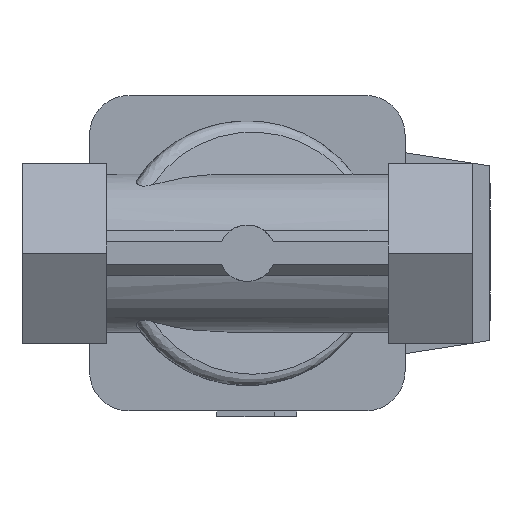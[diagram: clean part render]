
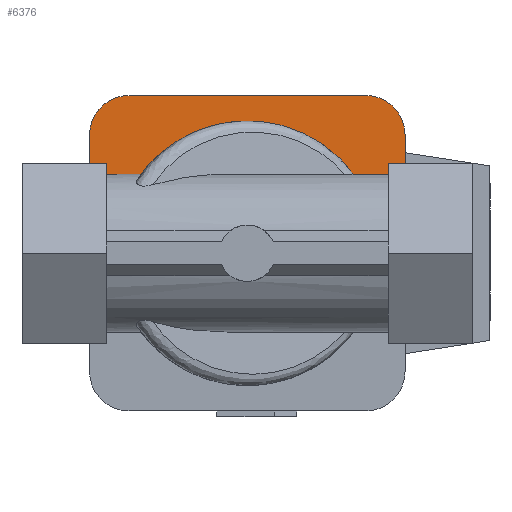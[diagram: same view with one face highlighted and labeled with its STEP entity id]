
A CAD part, front view. The second image highlights one B-rep face of the part: STEP entity #6376.
In plain terms, the highlighted planar face has unit normal (0, -1, 0).
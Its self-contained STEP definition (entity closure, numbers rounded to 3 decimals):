
#275=PLANE('',#6823);
#541=FACE_OUTER_BOUND('',#918,.T.);
#918=EDGE_LOOP('',(#4673,#4674,#4675,#4676,#4677,#4678,#4679,#4680,#4681,
#4682,#4683,#4684));
#1408=LINE('',#9742,#2023);
#1409=LINE('',#9745,#2024);
#1414=LINE('',#9755,#2029);
#1415=LINE('',#9757,#2030);
#1416=LINE('',#9761,#2031);
#1417=LINE('',#9763,#2032);
#1418=LINE('',#9765,#2033);
#1419=LINE('',#9767,#2034);
#1420=LINE('',#9771,#2035);
#2023=VECTOR('',#7717,10.);
#2024=VECTOR('',#7720,10.);
#2029=VECTOR('',#7727,10.);
#2030=VECTOR('',#7728,10.);
#2031=VECTOR('',#7731,10.);
#2032=VECTOR('',#7732,10.);
#2033=VECTOR('',#7733,10.);
#2034=VECTOR('',#7734,10.);
#2035=VECTOR('',#7737,10.);
#2540=CIRCLE('',#6824,23.5);
#2541=CIRCLE('',#6825,7.);
#2542=CIRCLE('',#6826,7.);
#2896=VERTEX_POINT('',#9738);
#2897=VERTEX_POINT('',#9740);
#2898=VERTEX_POINT('',#9744);
#2902=VERTEX_POINT('',#9754);
#2903=VERTEX_POINT('',#9756);
#2904=VERTEX_POINT('',#9758);
#2905=VERTEX_POINT('',#9760);
#2906=VERTEX_POINT('',#9762);
#2907=VERTEX_POINT('',#9764);
#2908=VERTEX_POINT('',#9766);
#2909=VERTEX_POINT('',#9768);
#2910=VERTEX_POINT('',#9770);
#3580=EDGE_CURVE('',#2896,#2897,#1408,.T.);
#3581=EDGE_CURVE('',#2896,#2898,#1409,.T.);
#3586=EDGE_CURVE('',#2897,#2902,#1414,.T.);
#3587=EDGE_CURVE('',#2902,#2903,#1415,.T.);
#3588=EDGE_CURVE('',#2903,#2904,#2540,.T.);
#3589=EDGE_CURVE('',#2904,#2905,#1416,.T.);
#3590=EDGE_CURVE('',#2905,#2906,#1417,.T.);
#3591=EDGE_CURVE('',#2906,#2907,#1418,.T.);
#3592=EDGE_CURVE('',#2908,#2907,#1419,.T.);
#3593=EDGE_CURVE('',#2909,#2908,#2541,.T.);
#3594=EDGE_CURVE('',#2910,#2909,#1420,.T.);
#3595=EDGE_CURVE('',#2898,#2910,#2542,.T.);
#4673=ORIENTED_EDGE('',*,*,#3580,.T.);
#4674=ORIENTED_EDGE('',*,*,#3586,.T.);
#4675=ORIENTED_EDGE('',*,*,#3587,.T.);
#4676=ORIENTED_EDGE('',*,*,#3588,.T.);
#4677=ORIENTED_EDGE('',*,*,#3589,.T.);
#4678=ORIENTED_EDGE('',*,*,#3590,.T.);
#4679=ORIENTED_EDGE('',*,*,#3591,.T.);
#4680=ORIENTED_EDGE('',*,*,#3592,.F.);
#4681=ORIENTED_EDGE('',*,*,#3593,.F.);
#4682=ORIENTED_EDGE('',*,*,#3594,.F.);
#4683=ORIENTED_EDGE('',*,*,#3595,.F.);
#4684=ORIENTED_EDGE('',*,*,#3581,.F.);
#6376=ADVANCED_FACE('',(#541),#275,.F.);
#6823=AXIS2_PLACEMENT_3D('',#9753,#7725,#7726);
#6824=AXIS2_PLACEMENT_3D('',#9759,#7729,#7730);
#6825=AXIS2_PLACEMENT_3D('',#9769,#7735,#7736);
#6826=AXIS2_PLACEMENT_3D('',#9772,#7738,#7739);
#7717=DIRECTION('',(1.,0.,0.));
#7720=DIRECTION('',(0.,0.,1.));
#7725=DIRECTION('center_axis',(0.,1.,0.));
#7726=DIRECTION('ref_axis',(0.,0.,1.));
#7727=DIRECTION('',(0.,0.,1.));
#7728=DIRECTION('',(1.,0.,0.));
#7729=DIRECTION('center_axis',(0.,1.,0.));
#7730=DIRECTION('ref_axis',(1.,0.,0.));
#7731=DIRECTION('',(1.,0.,0.));
#7732=DIRECTION('',(0.,0.,-1.));
#7733=DIRECTION('',(1.,0.,0.));
#7734=DIRECTION('',(0.,0.,-1.));
#7735=DIRECTION('center_axis',(0.,1.,0.));
#7736=DIRECTION('ref_axis',(0.,0.,1.));
#7737=DIRECTION('',(1.,0.,0.));
#7738=DIRECTION('center_axis',(0.,1.,0.));
#7739=DIRECTION('ref_axis',(-1.,0.,0.));
#9738=CARTESIAN_POINT('',(-28.,0.,6.885));
#9740=CARTESIAN_POINT('',(-25.,0.,6.885));
#9742=CARTESIAN_POINT('',(-12.5,0.,6.885));
#9744=CARTESIAN_POINT('',(-28.,0.,21.));
#9745=CARTESIAN_POINT('',(-28.,0.,-21.));
#9753=CARTESIAN_POINT('Origin',(0.,0.,0.));
#9754=CARTESIAN_POINT('',(-25.,0.,13.999));
#9755=CARTESIAN_POINT('',(-25.,0.,0.));
#9756=CARTESIAN_POINT('',(-18.875,0.,13.999));
#9757=CARTESIAN_POINT('',(0.,0.,13.999));
#9758=CARTESIAN_POINT('',(18.875,0.,13.999));
#9759=CARTESIAN_POINT('Origin',(0.,0.,0.));
#9760=CARTESIAN_POINT('',(25.,0.,13.999));
#9761=CARTESIAN_POINT('',(0.,0.,13.999));
#9762=CARTESIAN_POINT('',(25.,0.,6.885));
#9763=CARTESIAN_POINT('',(25.,0.,0.));
#9764=CARTESIAN_POINT('',(28.,0.,6.885));
#9765=CARTESIAN_POINT('',(12.5,0.,6.885));
#9766=CARTESIAN_POINT('',(28.,0.,21.));
#9767=CARTESIAN_POINT('',(28.,0.,21.));
#9768=CARTESIAN_POINT('',(21.,0.,28.));
#9769=CARTESIAN_POINT('Origin',(21.,0.,21.));
#9770=CARTESIAN_POINT('',(-21.,0.,28.));
#9771=CARTESIAN_POINT('',(-21.,0.,28.));
#9772=CARTESIAN_POINT('Origin',(-21.,0.,21.));
